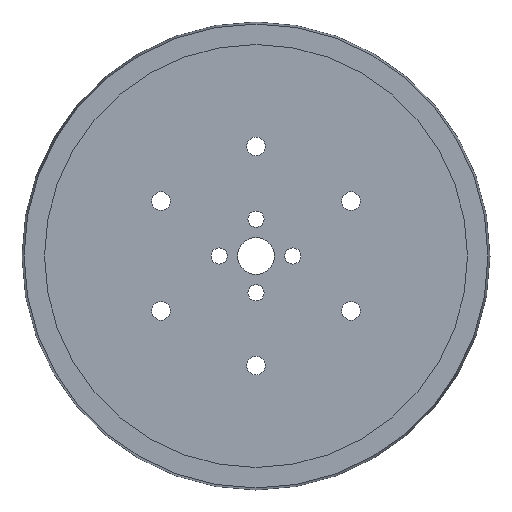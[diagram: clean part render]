
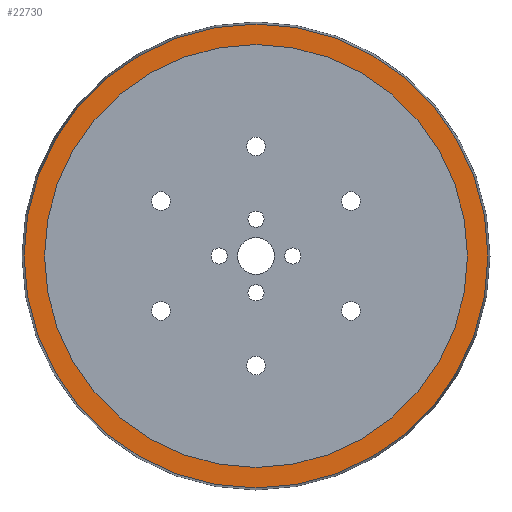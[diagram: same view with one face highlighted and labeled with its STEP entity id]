
A CAD part, left-side view. The second image highlights one B-rep face of the part: STEP entity #22730.
In plain terms, the highlighted planar face has unit normal (-1, 0, 0).
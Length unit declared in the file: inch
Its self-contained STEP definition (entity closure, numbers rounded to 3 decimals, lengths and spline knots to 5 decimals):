
#30 = CARTESIAN_POINT ( 'NONE',  ( -0.54819, 0., 1.80754 ) ) ;
#120 = CARTESIAN_POINT ( 'NONE',  ( -0.54819, 0., -1.80754 ) ) ;
#338 = CARTESIAN_POINT ( 'NONE',  ( -0.54819, 0., 1.98254 ) ) ;
#607 = CARTESIAN_POINT ( 'NONE',  ( -0.54819, 0., -1.98254 ) ) ;
#2143 = EDGE_LOOP ( 'NONE', ( #16359, #16001 ) ) ;
#2226 = EDGE_LOOP ( 'NONE', ( #16173, #16321 ) ) ;
#3759 = EDGE_CURVE ( 'NONE', #25199, #25288, #5397, .T. ) ;
#3830 = EDGE_CURVE ( 'NONE', #25288, #25199, #4450, .T. ) ;
#4095 = EDGE_CURVE ( 'NONE', #25566, #25571, #17688, .T. ) ;
#4125 = EDGE_CURVE ( 'NONE', #25571, #25566, #17601, .T. ) ;
#4450 = CIRCLE ( 'NONE', #8478, 1.80754 ) ;
#5397 = CIRCLE ( 'NONE', #8430, 1.80754 ) ;
#6480 = DIRECTION ( 'NONE',  ( 0., 0., 1. ) ) ;
#6481 = DIRECTION ( 'NONE',  ( -1., 0., 0. ) ) ;
#6484 = CARTESIAN_POINT ( 'NONE',  ( -0.54819, 0., 0. ) ) ;
#7256 = DIRECTION ( 'NONE',  ( 0., 0., 1. ) ) ;
#7530 = CARTESIAN_POINT ( 'NONE',  ( -0.54819, 0., 0. ) ) ;
#7646 = DIRECTION ( 'NONE',  ( -1., 0., 0. ) ) ;
#8430 = AXIS2_PLACEMENT_3D ( 'NONE', #24564, #24555, #24554 ) ;
#8478 = AXIS2_PLACEMENT_3D ( 'NONE', #24728, #24870, #25554 ) ;
#15135 = FACE_BOUND ( 'NONE', #2143, .T. ) ;
#15149 = FACE_OUTER_BOUND ( 'NONE', #2226, .T. ) ;
#16001 = ORIENTED_EDGE ( 'NONE', *, *, #3830, .F. ) ;
#16173 = ORIENTED_EDGE ( 'NONE', *, *, #4125, .T. ) ;
#16321 = ORIENTED_EDGE ( 'NONE', *, *, #4095, .T. ) ;
#16359 = ORIENTED_EDGE ( 'NONE', *, *, #3759, .F. ) ;
#17601 = CIRCLE ( 'NONE', #28838, 1.98254 ) ;
#17688 = CIRCLE ( 'NONE', #28694, 1.98254 ) ;
#22730 = ADVANCED_FACE ( 'NONE', ( #15135, #15149 ), #27090, .F. ) ;
#24168 = AXIS2_PLACEMENT_3D ( 'NONE', #26750, #26704, #26707 ) ;
#24554 = DIRECTION ( 'NONE',  ( 0., 0., 1. ) ) ;
#24555 = DIRECTION ( 'NONE',  ( -1., 0., 0. ) ) ;
#24564 = CARTESIAN_POINT ( 'NONE',  ( -0.54819, 0., 0. ) ) ;
#24728 = CARTESIAN_POINT ( 'NONE',  ( -0.54819, 0., 0. ) ) ;
#24870 = DIRECTION ( 'NONE',  ( -1., 0., 0. ) ) ;
#25199 = VERTEX_POINT ( 'NONE', #120 ) ;
#25288 = VERTEX_POINT ( 'NONE', #30 ) ;
#25554 = DIRECTION ( 'NONE',  ( 0., 0., 1. ) ) ;
#25566 = VERTEX_POINT ( 'NONE', #338 ) ;
#25571 = VERTEX_POINT ( 'NONE', #607 ) ;
#26704 = DIRECTION ( 'NONE',  ( 1., 0., 0. ) ) ;
#26707 = DIRECTION ( 'NONE',  ( 0., 0., -1. ) ) ;
#26750 = CARTESIAN_POINT ( 'NONE',  ( -0.54819, 1.80754, 0. ) ) ;
#27090 = PLANE ( 'NONE',  #24168 ) ;
#28694 = AXIS2_PLACEMENT_3D ( 'NONE', #6484, #6481, #6480 ) ;
#28838 = AXIS2_PLACEMENT_3D ( 'NONE', #7530, #7646, #7256 ) ;
